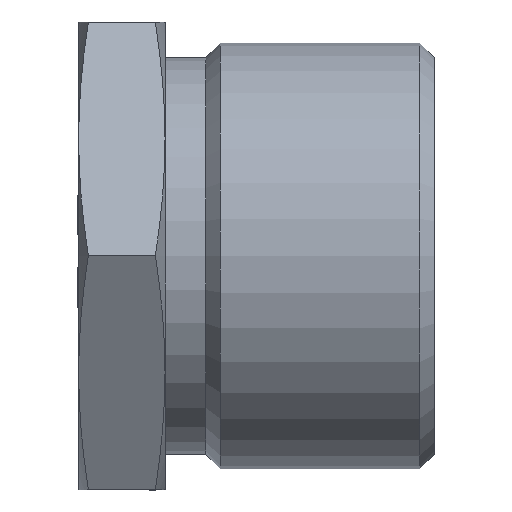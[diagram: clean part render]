
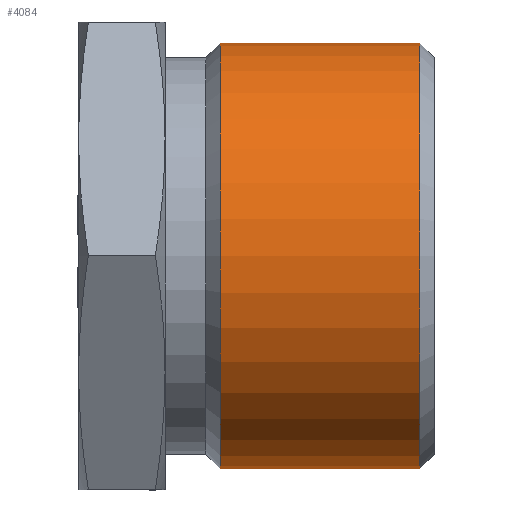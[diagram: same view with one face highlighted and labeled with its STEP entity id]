
A CAD part, top view. The second image highlights one B-rep face of the part: STEP entity #4084.
In plain terms, the highlighted cylindrical face has radius 20.955 mm (diameter 41.91 mm), a partial arc.
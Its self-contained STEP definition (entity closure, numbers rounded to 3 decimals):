
#210 = CARTESIAN_POINT ( 'NONE',  ( 33.545, 0., 0. ) ) ;
#851 = VECTOR ( 'NONE', #11080, 1000. ) ;
#1423 = CARTESIAN_POINT ( 'NONE',  ( 13.955, 0., 0. ) ) ;
#1895 = CARTESIAN_POINT ( 'NONE',  ( 13.955, 20.955, 0. ) ) ;
#1964 = CARTESIAN_POINT ( 'NONE',  ( 8.5, -20.955, 0. ) ) ;
#2503 = AXIS2_PLACEMENT_3D ( 'NONE', #210, #2893, #9269 ) ;
#2893 = DIRECTION ( 'NONE',  ( 1., 0., 0. ) ) ;
#3096 = EDGE_CURVE ( 'NONE', #5699, #6894, #7376, .T. ) ;
#3772 = AXIS2_PLACEMENT_3D ( 'NONE', #8026, #8952, #8997 ) ;
#3901 = CYLINDRICAL_SURFACE ( 'NONE', #3772, 20.955 ) ;
#4084 = ADVANCED_FACE ( 'NONE', ( #6903 ), #3901, .T. ) ;
#4979 = ORIENTED_EDGE ( 'NONE', *, *, #10843, .F. ) ;
#5151 = ORIENTED_EDGE ( 'NONE', *, *, #3096, .F. ) ;
#5699 = VERTEX_POINT ( 'NONE', #11382 ) ;
#5916 = DIRECTION ( 'NONE',  ( 0., -1., 0. ) ) ;
#5980 = EDGE_CURVE ( 'NONE', #8979, #7332, #9411, .T. ) ;
#6675 = DIRECTION ( 'NONE',  ( 1., 0., 0. ) ) ;
#6894 = VERTEX_POINT ( 'NONE', #7122 ) ;
#6903 = FACE_OUTER_BOUND ( 'NONE', #11608, .T. ) ;
#7122 = CARTESIAN_POINT ( 'NONE',  ( 33.545, -20.955, 0. ) ) ;
#7332 = VERTEX_POINT ( 'NONE', #1895 ) ;
#7376 = CIRCLE ( 'NONE', #2503, 20.955 ) ;
#8026 = CARTESIAN_POINT ( 'NONE',  ( 8.5, 0., 0. ) ) ;
#8711 = DIRECTION ( 'NONE',  ( -1., 0., 0. ) ) ;
#8798 = EDGE_CURVE ( 'NONE', #8979, #6894, #8994, .T. ) ;
#8952 = DIRECTION ( 'NONE',  ( 1., 0., 0. ) ) ;
#8979 = VERTEX_POINT ( 'NONE', #11267 ) ;
#8994 = LINE ( 'NONE', #1964, #851 ) ;
#8997 = DIRECTION ( 'NONE',  ( 0., -1., 0. ) ) ;
#9269 = DIRECTION ( 'NONE',  ( 0., -1., 0. ) ) ;
#9360 = VECTOR ( 'NONE', #6675, 1000. ) ;
#9383 = CARTESIAN_POINT ( 'NONE',  ( 8.5, 20.955, 0. ) ) ;
#9411 = CIRCLE ( 'NONE', #11115, 20.955 ) ;
#9445 = ORIENTED_EDGE ( 'NONE', *, *, #8798, .T. ) ;
#10806 = ORIENTED_EDGE ( 'NONE', *, *, #5980, .F. ) ;
#10843 = EDGE_CURVE ( 'NONE', #7332, #5699, #11769, .T. ) ;
#11080 = DIRECTION ( 'NONE',  ( 1., 0., 0. ) ) ;
#11115 = AXIS2_PLACEMENT_3D ( 'NONE', #1423, #8711, #5916 ) ;
#11267 = CARTESIAN_POINT ( 'NONE',  ( 13.955, -20.955, 0. ) ) ;
#11382 = CARTESIAN_POINT ( 'NONE',  ( 33.545, 20.955, 0. ) ) ;
#11608 = EDGE_LOOP ( 'NONE', ( #4979, #10806, #9445, #5151 ) ) ;
#11769 = LINE ( 'NONE', #9383, #9360 ) ;
